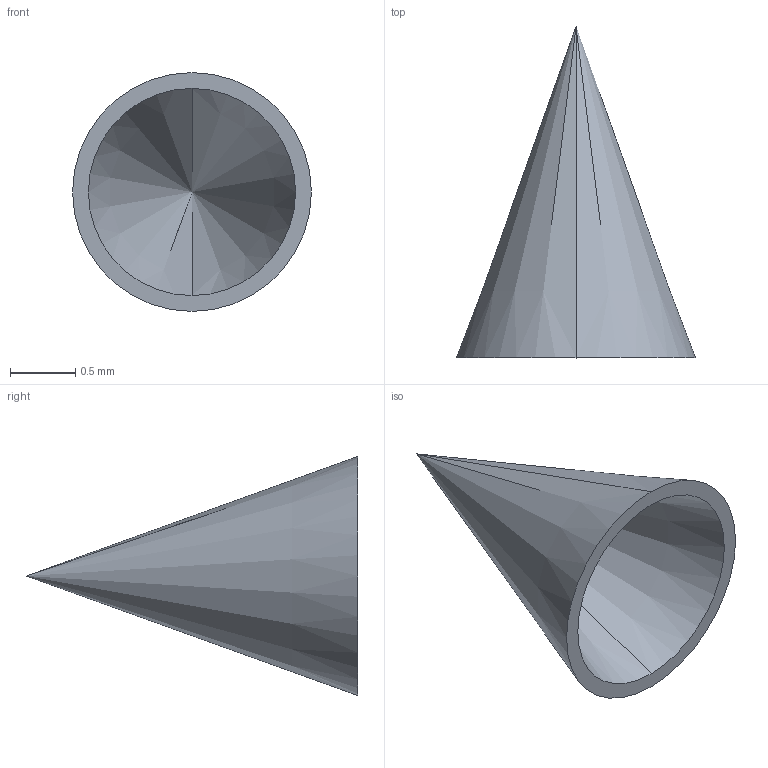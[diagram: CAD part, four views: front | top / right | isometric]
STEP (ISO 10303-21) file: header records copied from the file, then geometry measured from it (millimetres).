
FILE_DESCRIPTION (( 'STEP AP203' ), '1' );
FILE_NAME ('tip.STEP', '2011-06-21T02:01:19', ( 'D' ), ( 'D' ), 'SwSTEP 2.0', 'SolidWorks 2002296', '' );
FILE_SCHEMA (( 'CONFIG_CONTROL_DESIGN' ));
Length unit declared in the file: inch
Products named in the file (1): tip
Bounding box: 1.83 x 2.54 x 1.83 mm (x, y, z)
Volume: 0.8 mm3; surface area: 14.2 mm2
Topology: 1 solids, 1 shells, 5 faces, 12 edges, 6 vertices
Faces by surface type: cone 4, plane 1
Entity records: 201 total; most frequent: DIRECTION 24, CARTESIAN_POINT 20, ORIENTED_EDGE 16, AXIS2_PLACEMENT_3D 10, PERSON_AND_ORGANIZATION 8, EDGE_CURVE 8, VERTEX_POINT 6, EDGE_LOOP 6
